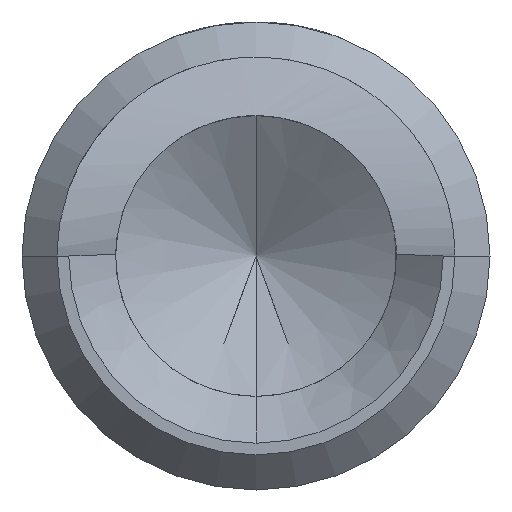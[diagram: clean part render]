
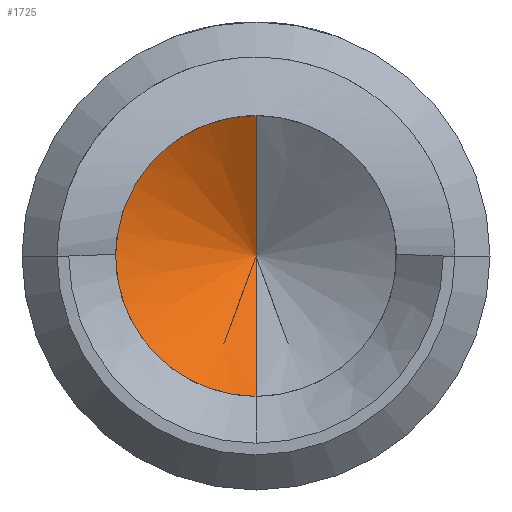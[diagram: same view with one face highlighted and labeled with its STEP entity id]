
A CAD part, front view. The second image highlights one B-rep face of the part: STEP entity #1725.
In plain terms, the highlighted conical face has half-angle 59 degrees and reference radius 0.6 mm.
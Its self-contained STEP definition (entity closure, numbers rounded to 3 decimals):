
#91 = LINE ( 'NONE', #1835, #270 ) ;
#270 = VECTOR ( 'NONE', #946, 1000. ) ;
#342 = DIRECTION ( 'NONE',  ( 0., 0., -1. ) ) ;
#437 = CARTESIAN_POINT ( 'NONE',  ( 0., -7.539, 0. ) ) ;
#472 = CARTESIAN_POINT ( 'NONE',  ( 0., -7.9, 0.6 ) ) ;
#479 = DIRECTION ( 'NONE',  ( 0., -0.515, 0.857 ) ) ;
#542 = EDGE_CURVE ( 'Defeature ausgef�hrt1_12+Defeature ausgef�hrt1_11+Defeature ausgef�hrt1_11+Defeature ausgef�hrt1_11', #1318, #2645, #2731, .T. ) ;
#583 = VERTEX_POINT ( 'NONE', #437 ) ;
#643 = AXIS2_PLACEMENT_3D ( 'NONE', #910, #3565, #342 ) ;
#886 = ORIENTED_EDGE ( 'NONE', *, *, #2018, .T. ) ;
#887 = CONICAL_SURFACE ( 'NONE', #643, 0.6, 1.03 ) ;
#910 = CARTESIAN_POINT ( 'NONE',  ( 0., -7.9, 0. ) ) ;
#946 = DIRECTION ( 'NONE',  ( 0., -0.515, -0.857 ) ) ;
#1133 = LINE ( 'NONE', #2895, #1820 ) ;
#1318 = VERTEX_POINT ( 'NONE', #2884 ) ;
#1638 = EDGE_LOOP ( 'NONE', ( #3481, #886, #1836 ) ) ;
#1691 = FACE_OUTER_BOUND ( 'NONE', #1638, .T. ) ;
#1725 = ADVANCED_FACE ( 'Defeature ausgef�hrt1_11', ( #1691 ), #887, .F. ) ;
#1820 = VECTOR ( 'NONE', #479, 1000. ) ;
#1835 = CARTESIAN_POINT ( 'NONE',  ( 0., -7.9, -0.6 ) ) ;
#1836 = ORIENTED_EDGE ( 'NONE', *, *, #542, .F. ) ;
#1881 = EDGE_CURVE ( 'NONE', #583, #1318, #91, .T. ) ;
#1950 = DIRECTION ( 'NONE',  ( 0., 0., 1. ) ) ;
#2018 = EDGE_CURVE ( 'NONE', #583, #2645, #1133, .T. ) ;
#2645 = VERTEX_POINT ( 'NONE', #472 ) ;
#2731 = CIRCLE ( 'NONE', #3551, 0.6 ) ;
#2884 = CARTESIAN_POINT ( 'NONE',  ( 0., -7.9, -0.6 ) ) ;
#2895 = CARTESIAN_POINT ( 'NONE',  ( 0., -7.9, 0.6 ) ) ;
#3146 = CARTESIAN_POINT ( 'NONE',  ( 0., -7.9, 0. ) ) ;
#3481 = ORIENTED_EDGE ( 'NONE', *, *, #1881, .F. ) ;
#3551 = AXIS2_PLACEMENT_3D ( 'NONE', #3146, #3750, #1950 ) ;
#3565 = DIRECTION ( 'NONE',  ( 0., -1., 0. ) ) ;
#3750 = DIRECTION ( 'NONE',  ( 0., 1., 0. ) ) ;
